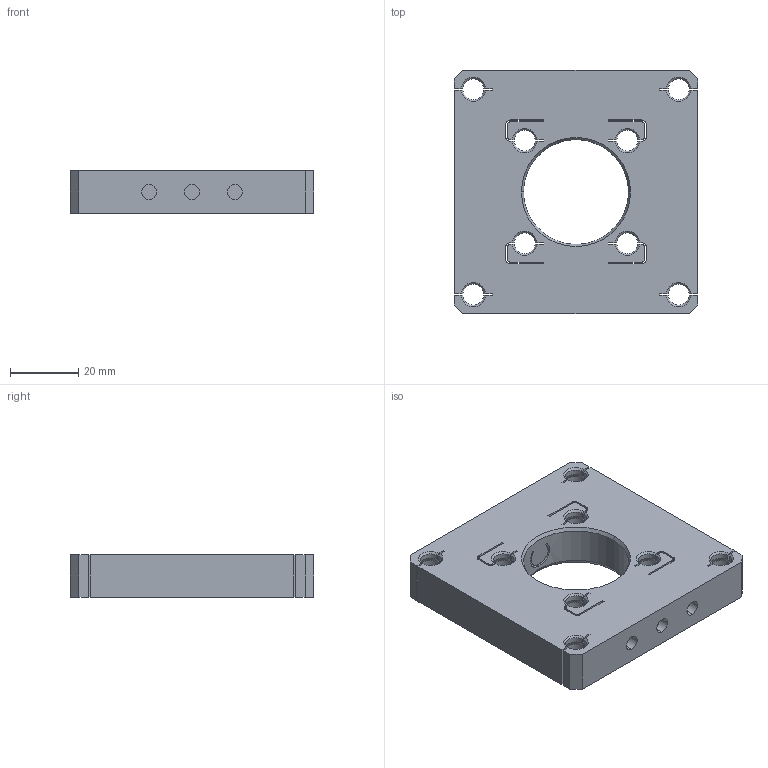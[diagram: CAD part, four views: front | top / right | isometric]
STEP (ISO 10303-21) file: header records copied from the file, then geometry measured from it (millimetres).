
FILE_DESCRIPTION (( 'STEP AP214' ), '1' );
FILE_NAME ('THR-120-020-110_00.STEP', '2025-01-14T20:52:39', ( '' ), ( '' ), 'SwSTEP 2.0', 'SolidWorks 2022', '' );
FILE_SCHEMA (( 'AUTOMOTIVE_DESIGN' ));
Length unit declared in the file: millimetre
Products named in the file (1): THR-120-020-110_00
Bounding box: 71.1 x 71.1 x 12.5 mm (x, y, z)
Volume: 48007.4 mm3; surface area: 18276.9 mm2
Topology: 1 solids, 1 shells, 264 faces, 756 edges, 498 vertices
Faces by surface type: plane 111, cylinder 79, cone 74
Entity records: 8908 total; most frequent: CARTESIAN_POINT 2012, ORIENTED_EDGE 1512, DIRECTION 1350, EDGE_CURVE 756, VERTEX_POINT 498, AXIS2_PLACEMENT_3D 462, VECTOR 426, LINE 426
